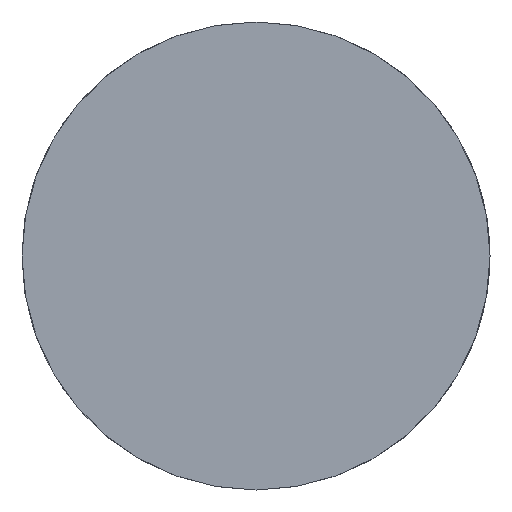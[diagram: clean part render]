
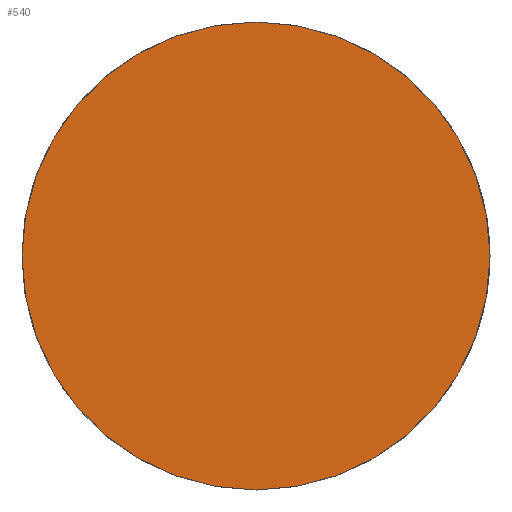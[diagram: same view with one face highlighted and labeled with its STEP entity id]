
A CAD part, left-side view. The second image highlights one B-rep face of the part: STEP entity #540.
In plain terms, the highlighted planar face has unit normal (-1, 0, 0).
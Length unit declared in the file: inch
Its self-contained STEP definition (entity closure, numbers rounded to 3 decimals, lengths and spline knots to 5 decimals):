
#44=PLANE($,#605);
#177=FACE_OUTER_BOUND($,#225,.T.);
#225=EDGE_LOOP($,(#501));
#237=CIRCLE($,#557,0.405);
#271=VERTEX_POINT($,#815);
#317=EDGE_CURVE($,#271,#271,#237,.T.);
#501=ORIENTED_EDGE($,*,*,#317,.F.);
#540=ADVANCED_FACE($,(#177),#44,.T.);
#557=AXIS2_PLACEMENT_3D($,#816,#642,#643);
#605=AXIS2_PLACEMENT_3D($,#924,#772,#773);
#642=DIRECTION('center_axis',(1.,0.,0.));
#643=DIRECTION('ref_axis',(0.,1.,0.));
#772=DIRECTION('center_axis',(-1.,0.,0.));
#773=DIRECTION('ref_axis',(0.,0.,1.));
#815=CARTESIAN_POINT('',(-0.74578,0.52654,0.));
#816=CARTESIAN_POINT('Origin',(-0.74578,0.12154,0.));
#924=CARTESIAN_POINT('Origin',(-0.74578,0.32404,0.));
